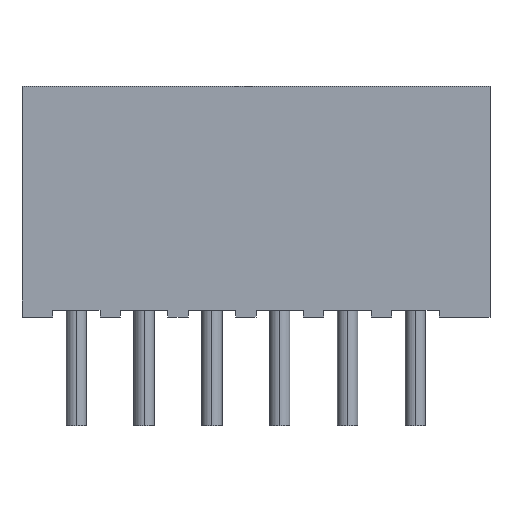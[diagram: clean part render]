
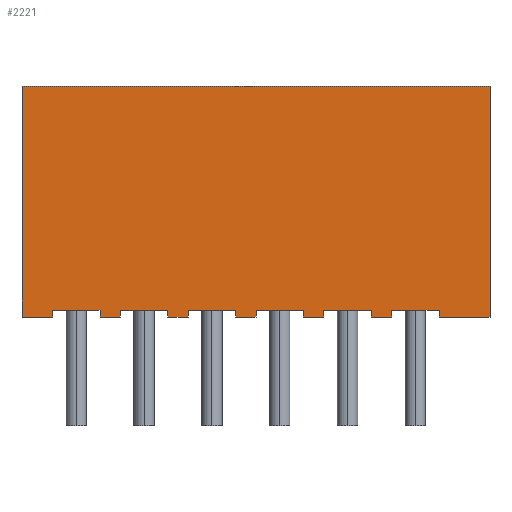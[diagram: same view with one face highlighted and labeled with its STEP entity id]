
A CAD part, front view. The second image highlights one B-rep face of the part: STEP entity #2221.
In plain terms, the highlighted planar face has unit normal (0, -1, 0).
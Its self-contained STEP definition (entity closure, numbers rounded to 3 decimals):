
#39=DIRECTION('',(0.,0.,-1.));
#40=VECTOR('',#39,6.8);
#41=CARTESIAN_POINT('',(-6.9,-3.8,0.));
#42=LINE('',#41,#40);
#185=DIRECTION('',(0.,0.,1.));
#186=VECTOR('',#185,0.2);
#187=CARTESIAN_POINT('',(4.,-3.8,-6.8));
#188=LINE('',#187,#186);
#189=DIRECTION('',(0.,0.,1.));
#190=VECTOR('',#189,0.2);
#191=CARTESIAN_POINT('',(3.4,-3.8,-6.8));
#192=LINE('',#191,#190);
#193=DIRECTION('',(1.,0.,0.));
#194=VECTOR('',#193,1.4);
#195=CARTESIAN_POINT('',(2.,-3.8,-6.6));
#196=LINE('',#195,#194);
#197=DIRECTION('',(0.,0.,1.));
#198=VECTOR('',#197,0.2);
#199=CARTESIAN_POINT('',(2.,-3.8,-6.8));
#200=LINE('',#199,#198);
#201=DIRECTION('',(0.,0.,1.));
#202=VECTOR('',#201,0.2);
#203=CARTESIAN_POINT('',(1.4,-3.8,-6.8));
#204=LINE('',#203,#202);
#205=DIRECTION('',(1.,0.,0.));
#206=VECTOR('',#205,1.4);
#207=CARTESIAN_POINT('',(0.,-3.8,-6.6));
#208=LINE('',#207,#206);
#209=DIRECTION('',(0.,0.,1.));
#210=VECTOR('',#209,0.2);
#211=CARTESIAN_POINT('',(0.,-3.8,-6.8));
#212=LINE('',#211,#210);
#213=DIRECTION('',(0.,0.,1.));
#214=VECTOR('',#213,0.2);
#215=CARTESIAN_POINT('',(-0.6,-3.8,-6.8));
#216=LINE('',#215,#214);
#217=DIRECTION('',(1.,0.,0.));
#218=VECTOR('',#217,1.4);
#219=CARTESIAN_POINT('',(-2.,-3.8,-6.6));
#220=LINE('',#219,#218);
#221=DIRECTION('',(0.,0.,1.));
#222=VECTOR('',#221,0.2);
#223=CARTESIAN_POINT('',(-2.,-3.8,-6.8));
#224=LINE('',#223,#222);
#225=DIRECTION('',(0.,0.,1.));
#226=VECTOR('',#225,0.2);
#227=CARTESIAN_POINT('',(-2.6,-3.8,-6.8));
#228=LINE('',#227,#226);
#229=DIRECTION('',(1.,0.,0.));
#230=VECTOR('',#229,1.4);
#231=CARTESIAN_POINT('',(-4.,-3.8,-6.6));
#232=LINE('',#231,#230);
#233=DIRECTION('',(0.,0.,1.));
#234=VECTOR('',#233,0.2);
#235=CARTESIAN_POINT('',(-4.,-3.8,-6.8));
#236=LINE('',#235,#234);
#237=DIRECTION('',(0.,0.,1.));
#238=VECTOR('',#237,0.2);
#239=CARTESIAN_POINT('',(-4.6,-3.8,-6.8));
#240=LINE('',#239,#238);
#241=DIRECTION('',(1.,0.,0.));
#242=VECTOR('',#241,1.4);
#243=CARTESIAN_POINT('',(-6.,-3.8,-6.6));
#244=LINE('',#243,#242);
#245=DIRECTION('',(0.,0.,1.));
#246=VECTOR('',#245,0.2);
#247=CARTESIAN_POINT('',(-6.,-3.8,-6.8));
#248=LINE('',#247,#246);
#249=DIRECTION('',(1.,0.,0.));
#250=VECTOR('',#249,13.8);
#251=CARTESIAN_POINT('',(-6.9,-3.8,0.));
#252=LINE('',#251,#250);
#253=DIRECTION('',(0.,0.,1.));
#254=VECTOR('',#253,0.2);
#255=CARTESIAN_POINT('',(5.4,-3.8,-6.8));
#256=LINE('',#255,#254);
#257=DIRECTION('',(1.,0.,0.));
#258=VECTOR('',#257,1.4);
#259=CARTESIAN_POINT('',(4.,-3.8,-6.6));
#260=LINE('',#259,#258);
#265=DIRECTION('',(1.,0.,0.));
#266=VECTOR('',#265,0.9);
#267=CARTESIAN_POINT('',(-6.9,-3.8,-6.8));
#268=LINE('',#267,#266);
#277=DIRECTION('',(1.,0.,0.));
#278=VECTOR('',#277,0.6);
#279=CARTESIAN_POINT('',(-4.6,-3.8,-6.8));
#280=LINE('',#279,#278);
#289=DIRECTION('',(1.,0.,0.));
#290=VECTOR('',#289,0.6);
#291=CARTESIAN_POINT('',(-2.6,-3.8,-6.8));
#292=LINE('',#291,#290);
#301=DIRECTION('',(1.,0.,0.));
#302=VECTOR('',#301,0.6);
#303=CARTESIAN_POINT('',(-0.6,-3.8,-6.8));
#304=LINE('',#303,#302);
#313=DIRECTION('',(1.,0.,0.));
#314=VECTOR('',#313,0.6);
#315=CARTESIAN_POINT('',(1.4,-3.8,-6.8));
#316=LINE('',#315,#314);
#325=DIRECTION('',(1.,0.,0.));
#326=VECTOR('',#325,0.6);
#327=CARTESIAN_POINT('',(3.4,-3.8,-6.8));
#328=LINE('',#327,#326);
#333=DIRECTION('',(1.,0.,0.));
#334=VECTOR('',#333,1.5);
#335=CARTESIAN_POINT('',(5.4,-3.8,-6.8));
#336=LINE('',#335,#334);
#1119=DIRECTION('',(0.,0.,-1.));
#1120=VECTOR('',#1119,6.8);
#1121=CARTESIAN_POINT('',(6.9,-3.8,0.));
#1122=LINE('',#1121,#1120);
#1556=CARTESIAN_POINT('',(-6.9,-3.8,0.));
#1557=VERTEX_POINT('',#1556);
#1558=CARTESIAN_POINT('',(-6.9,-3.8,-6.8));
#1559=VERTEX_POINT('',#1558);
#1576=CARTESIAN_POINT('',(6.9,-3.8,0.));
#1577=VERTEX_POINT('',#1576);
#1578=CARTESIAN_POINT('',(6.9,-3.8,-6.8));
#1579=VERTEX_POINT('',#1578);
#1694=CARTESIAN_POINT('',(-6.,-3.8,-6.8));
#1695=CARTESIAN_POINT('',(-6.,-3.8,-6.6));
#1696=VERTEX_POINT('',#1694);
#1697=VERTEX_POINT('',#1695);
#1698=CARTESIAN_POINT('',(-4.6,-3.8,-6.6));
#1699=VERTEX_POINT('',#1698);
#1700=CARTESIAN_POINT('',(-4.6,-3.8,-6.8));
#1701=VERTEX_POINT('',#1700);
#1726=CARTESIAN_POINT('',(-4.,-3.8,-6.8));
#1727=CARTESIAN_POINT('',(-4.,-3.8,-6.6));
#1728=VERTEX_POINT('',#1726);
#1729=VERTEX_POINT('',#1727);
#1730=CARTESIAN_POINT('',(-2.6,-3.8,-6.6));
#1731=VERTEX_POINT('',#1730);
#1732=CARTESIAN_POINT('',(-2.6,-3.8,-6.8));
#1733=VERTEX_POINT('',#1732);
#1854=CARTESIAN_POINT('',(-2.,-3.8,-6.6));
#1856=VERTEX_POINT('',#1854);
#1858=CARTESIAN_POINT('',(-0.6,-3.8,-6.6));
#1860=VERTEX_POINT('',#1858);
#1877=CARTESIAN_POINT('',(-2.,-3.8,-6.8));
#1878=VERTEX_POINT('',#1877);
#1879=CARTESIAN_POINT('',(-0.6,-3.8,-6.8));
#1880=VERTEX_POINT('',#1879);
#1886=CARTESIAN_POINT('',(0.,-3.8,-6.6));
#1888=VERTEX_POINT('',#1886);
#1890=CARTESIAN_POINT('',(1.4,-3.8,-6.6));
#1892=VERTEX_POINT('',#1890);
#1909=CARTESIAN_POINT('',(0.,-3.8,-6.8));
#1910=VERTEX_POINT('',#1909);
#1911=CARTESIAN_POINT('',(1.4,-3.8,-6.8));
#1912=VERTEX_POINT('',#1911);
#1918=CARTESIAN_POINT('',(2.,-3.8,-6.6));
#1920=VERTEX_POINT('',#1918);
#1922=CARTESIAN_POINT('',(3.4,-3.8,-6.6));
#1924=VERTEX_POINT('',#1922);
#1942=CARTESIAN_POINT('',(4.,-3.8,-6.6));
#1944=VERTEX_POINT('',#1942);
#1946=CARTESIAN_POINT('',(5.4,-3.8,-6.6));
#1948=VERTEX_POINT('',#1946);
#1965=CARTESIAN_POINT('',(2.,-3.8,-6.8));
#1966=VERTEX_POINT('',#1965);
#1967=CARTESIAN_POINT('',(3.4,-3.8,-6.8));
#1968=VERTEX_POINT('',#1967);
#1973=CARTESIAN_POINT('',(4.,-3.8,-6.8));
#1974=VERTEX_POINT('',#1973);
#1975=CARTESIAN_POINT('',(5.4,-3.8,-6.8));
#1976=VERTEX_POINT('',#1975);
#2161=CARTESIAN_POINT('',(-6.9,-3.8,0.));
#2162=DIRECTION('',(0.,-1.,0.));
#2163=DIRECTION('',(0.,0.,-1.));
#2164=AXIS2_PLACEMENT_3D('',#2161,#2162,#2163);
#2165=PLANE('',#2164);
#2166=ORIENTED_EDGE('',*,*,#2136,.F.);
#2168=ORIENTED_EDGE('',*,*,#2167,.F.);
#2170=ORIENTED_EDGE('',*,*,#2169,.T.);
#2172=ORIENTED_EDGE('',*,*,#2171,.F.);
#2174=ORIENTED_EDGE('',*,*,#2173,.F.);
#2176=ORIENTED_EDGE('',*,*,#2175,.F.);
#2178=ORIENTED_EDGE('',*,*,#2177,.T.);
#2180=ORIENTED_EDGE('',*,*,#2179,.F.);
#2182=ORIENTED_EDGE('',*,*,#2181,.F.);
#2184=ORIENTED_EDGE('',*,*,#2183,.F.);
#2186=ORIENTED_EDGE('',*,*,#2185,.T.);
#2188=ORIENTED_EDGE('',*,*,#2187,.F.);
#2190=ORIENTED_EDGE('',*,*,#2189,.F.);
#2192=ORIENTED_EDGE('',*,*,#2191,.F.);
#2194=ORIENTED_EDGE('',*,*,#2193,.T.);
#2196=ORIENTED_EDGE('',*,*,#2195,.F.);
#2198=ORIENTED_EDGE('',*,*,#2197,.F.);
#2200=ORIENTED_EDGE('',*,*,#2199,.F.);
#2202=ORIENTED_EDGE('',*,*,#2201,.T.);
#2204=ORIENTED_EDGE('',*,*,#2203,.F.);
#2206=ORIENTED_EDGE('',*,*,#2205,.F.);
#2208=ORIENTED_EDGE('',*,*,#2207,.F.);
#2209=ORIENTED_EDGE('',*,*,#2048,.F.);
#2211=ORIENTED_EDGE('',*,*,#2210,.T.);
#2213=ORIENTED_EDGE('',*,*,#2212,.T.);
#2215=ORIENTED_EDGE('',*,*,#2214,.F.);
#2217=ORIENTED_EDGE('',*,*,#2216,.T.);
#2218=ORIENTED_EDGE('',*,*,#2147,.F.);
#2219=EDGE_LOOP('',(#2166,#2168,#2170,#2172,#2174,#2176,#2178,#2180,#2182,#2184,
#2186,#2188,#2190,#2192,#2194,#2196,#2198,#2200,#2202,#2204,#2206,#2208,#2209,
#2211,#2213,#2215,#2217,#2218));
#2220=FACE_OUTER_BOUND('',#2219,.F.);
#2048=EDGE_CURVE('',#1557,#1559,#42,.T.);
#2136=EDGE_CURVE('',#1974,#1944,#188,.T.);
#2147=EDGE_CURVE('',#1944,#1948,#260,.T.);
#2167=EDGE_CURVE('',#1968,#1974,#328,.T.);
#2169=EDGE_CURVE('',#1968,#1924,#192,.T.);
#2171=EDGE_CURVE('',#1920,#1924,#196,.T.);
#2173=EDGE_CURVE('',#1966,#1920,#200,.T.);
#2175=EDGE_CURVE('',#1912,#1966,#316,.T.);
#2177=EDGE_CURVE('',#1912,#1892,#204,.T.);
#2179=EDGE_CURVE('',#1888,#1892,#208,.T.);
#2181=EDGE_CURVE('',#1910,#1888,#212,.T.);
#2183=EDGE_CURVE('',#1880,#1910,#304,.T.);
#2185=EDGE_CURVE('',#1880,#1860,#216,.T.);
#2187=EDGE_CURVE('',#1856,#1860,#220,.T.);
#2189=EDGE_CURVE('',#1878,#1856,#224,.T.);
#2191=EDGE_CURVE('',#1733,#1878,#292,.T.);
#2193=EDGE_CURVE('',#1733,#1731,#228,.T.);
#2195=EDGE_CURVE('',#1729,#1731,#232,.T.);
#2197=EDGE_CURVE('',#1728,#1729,#236,.T.);
#2199=EDGE_CURVE('',#1701,#1728,#280,.T.);
#2201=EDGE_CURVE('',#1701,#1699,#240,.T.);
#2203=EDGE_CURVE('',#1697,#1699,#244,.T.);
#2205=EDGE_CURVE('',#1696,#1697,#248,.T.);
#2207=EDGE_CURVE('',#1559,#1696,#268,.T.);
#2210=EDGE_CURVE('',#1557,#1577,#252,.T.);
#2212=EDGE_CURVE('',#1577,#1579,#1122,.T.);
#2214=EDGE_CURVE('',#1976,#1579,#336,.T.);
#2216=EDGE_CURVE('',#1976,#1948,#256,.T.);
#2221=ADVANCED_FACE('',(#2220),#2165,.T.);
